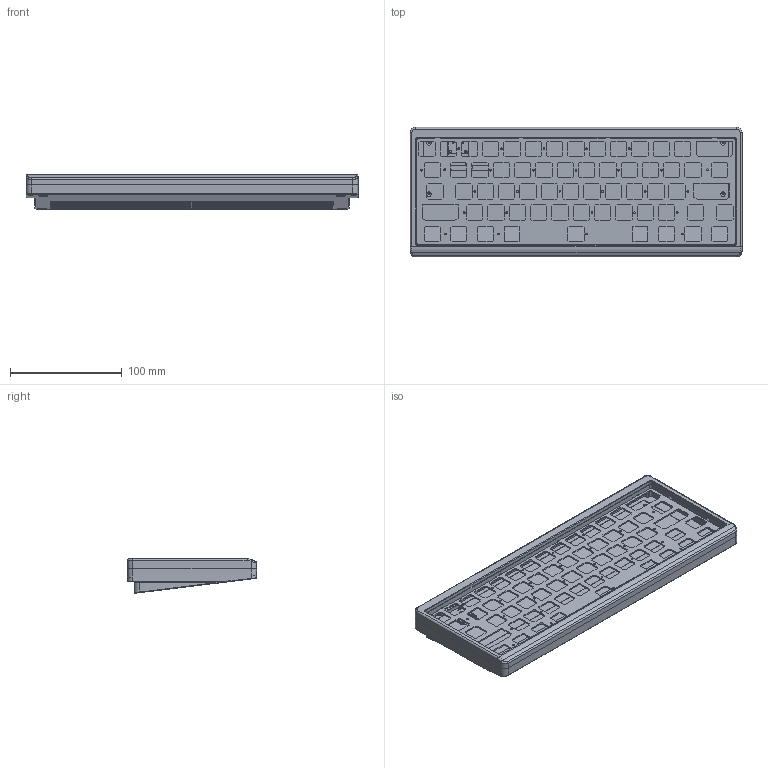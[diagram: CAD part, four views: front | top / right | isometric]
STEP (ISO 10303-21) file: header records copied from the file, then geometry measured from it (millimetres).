
FILE_DESCRIPTION(/* description */ (''),/* implementation_level */ '2;1');
FILE_NAME(/* name */ '60OEC Pc Top V1.step',/* time_stamp */ '2024-01-03T19:40:04+03:00',/* author */ (''),/* organization */ (''),/* preprocessor_version */ 'ST-DEVELOPER v20',/* originating_system */ 'Autodesk Translation Framework v12.14.0.127',/* authorisation */ '');
FILE_SCHEMA (('AUTOMOTIVE_DESIGN { 1 0 10303 214 3 1 1 }'));
Length unit declared in the file: millimetre
Products named in the file (18): 60OEC Pc Top V1; Unified-Daughterboard; USON-10_2.5x1.0mm_P0.5mm; SOLID; L_1206_3216Metric; SOLID (1); R_0603_1608Metric; R_1206_3216Metric; SOLID (3); D_SOD-123; SOLID (4); HRO__TYPE-C-31-M-12; SOLID (5); JST-SR-4; SOLID (6); R_0603_1608Metric_1; SOLID (2); COMPOUND
Assembly tree (18 placements, depth 4):
  60OEC Pc Top V1
    Unified-Daughterboard
      USON-10_2.5x1.0mm_P0.5mm
        SOLID
      L_1206_3216Metric
        SOLID (1)
      R_0603_1608Metric
        SOLID (2)
      R_1206_3216Metric
        SOLID (3)
      D_SOD-123
        SOLID (4)
      HRO__TYPE-C-31-M-12
        SOLID (5)
      JST-SR-4
        SOLID (6)
      R_0603_1608Metric_1
        SOLID (2)
      COMPOUND
Bounding box: 296.95 x 115.6 x 30.87 mm (x, y, z)
Volume: 253382.9 mm3; surface area: 180322.6 mm2
Topology: 14 solids, 14 shells, 1943 faces, 5082 edges, 3225 vertices
Faces by surface type: plane 1186, cylinder 476, cone 161, torus 54, sphere 36, bspline 30
Full cylindrical faces by diameter (mm): 0.2 x1, 0.5 x2, 0.65 x2, 1.3 x24, 1.623 x50, 2 x14, 2.2 x4, 2.5 x10, 4.5 x4, 8 x4
Entity records: 60056 total; most frequent: CARTESIAN_POINT 11009, ORIENTED_EDGE 10000, DIRECTION 9989, EDGE_CURVE 5000, LINE 3725, VECTOR 3725, VERTEX_POINT 3181, AXIS2_PLACEMENT_3D 3132
